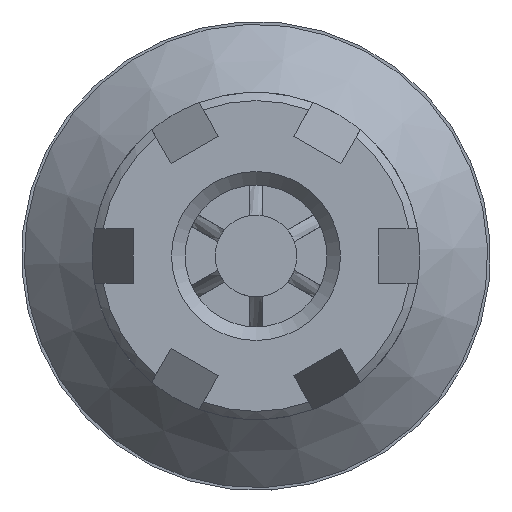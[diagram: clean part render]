
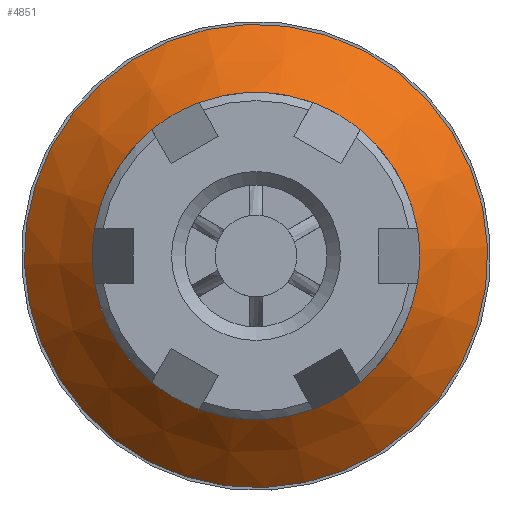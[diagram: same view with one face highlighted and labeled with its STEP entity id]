
A CAD part, left-side view. The second image highlights one B-rep face of the part: STEP entity #4851.
In plain terms, the highlighted conical face has half-angle 45 degrees and reference radius 7.25 mm.
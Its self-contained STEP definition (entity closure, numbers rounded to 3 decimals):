
#1000=FACE_BOUND('',#1582,.T.);
#1261=FACE_OUTER_BOUND('',#1581,.T.);
#1581=EDGE_LOOP('',(#4243));
#1582=EDGE_LOOP('',(#4244));
#1836=CIRCLE('',#5378,6.);
#1838=CIRCLE('',#5381,8.5);
#2284=VERTEX_POINT('',#8507);
#2286=VERTEX_POINT('',#8512);
#2940=EDGE_CURVE('',#2284,#2284,#1836,.T.);
#2942=EDGE_CURVE('',#2286,#2286,#1838,.T.);
#4243=ORIENTED_EDGE('',*,*,#2942,.F.);
#4244=ORIENTED_EDGE('',*,*,#2940,.T.);
#4315=CONICAL_SURFACE('',#5380,7.25,45.);
#4851=ADVANCED_FACE('',(#1261,#1000),#4315,.T.);
#5378=AXIS2_PLACEMENT_3D('',#8508,#6700,#6701);
#5380=AXIS2_PLACEMENT_3D('',#8511,#6704,#6705);
#5381=AXIS2_PLACEMENT_3D('',#8513,#6706,#6707);
#6700=DIRECTION('center_axis',(1.,0.,0.));
#6701=DIRECTION('ref_axis',(0.,-0.136,0.991));
#6704=DIRECTION('center_axis',(1.,0.,0.));
#6705=DIRECTION('ref_axis',(0.,-0.136,0.991));
#6706=DIRECTION('center_axis',(1.,0.,0.));
#6707=DIRECTION('ref_axis',(0.,-0.136,0.991));
#8507=CARTESIAN_POINT('',(-5.2,-0.816,5.944));
#8508=CARTESIAN_POINT('Origin',(-5.2,0.,0.));
#8511=CARTESIAN_POINT('Origin',(-3.95,0.,0.));
#8512=CARTESIAN_POINT('',(-2.7,-1.157,8.421));
#8513=CARTESIAN_POINT('Origin',(-2.7,0.,
0.));
